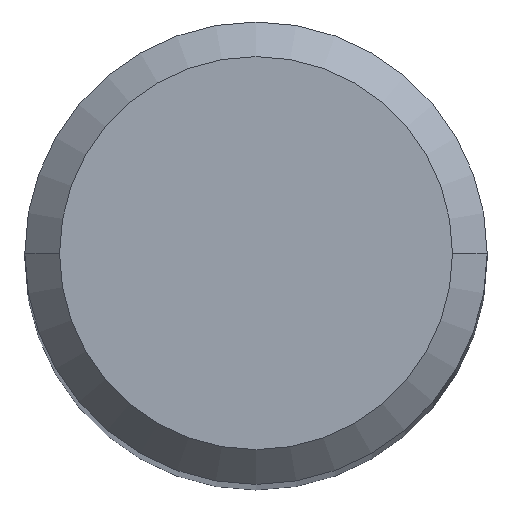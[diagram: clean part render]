
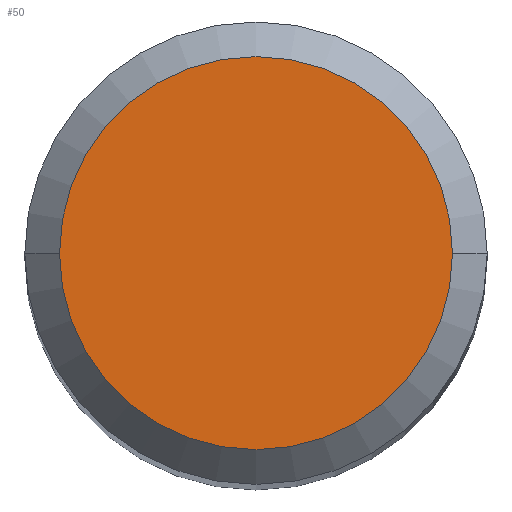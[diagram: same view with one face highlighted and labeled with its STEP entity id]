
A CAD part, top view. The second image highlights one B-rep face of the part: STEP entity #50.
In plain terms, the highlighted planar face has unit normal (0, 0, 1).
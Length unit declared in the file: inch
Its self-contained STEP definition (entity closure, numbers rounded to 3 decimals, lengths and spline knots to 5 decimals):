
#34 = AXIS2_PLACEMENT_3D ( 'NONE', #258, #228, #140 ) ;
#45 = CARTESIAN_POINT ( 'NONE',  ( 0., 0., 0. ) ) ;
#50 = ADVANCED_FACE ( 'NONE', ( #295 ), #298, .F. ) ;
#87 = DIRECTION ( 'NONE',  ( 1., 0., 0. ) ) ;
#90 = CIRCLE ( 'NONE', #355, 0.10625 ) ;
#97 = ORIENTED_EDGE ( 'NONE', *, *, #472, .T. ) ;
#107 = CIRCLE ( 'NONE', #319, 0.10625 ) ;
#117 = VERTEX_POINT ( 'NONE', #396 ) ;
#136 = ORIENTED_EDGE ( 'NONE', *, *, #278, .T. ) ;
#140 = DIRECTION ( 'NONE',  ( -1., 0., 0. ) ) ;
#228 = DIRECTION ( 'NONE',  ( 0., 0., -1. ) ) ;
#258 = CARTESIAN_POINT ( 'NONE',  ( 0., 0., 0. ) ) ;
#278 = EDGE_CURVE ( 'NONE', #117, #377, #107, .T. ) ;
#281 = CARTESIAN_POINT ( 'NONE',  ( 0.10625, 0., 0. ) ) ;
#282 = DIRECTION ( 'NONE',  ( 0., 0., 1. ) ) ;
#295 = FACE_OUTER_BOUND ( 'NONE', #386, .T. ) ;
#298 = PLANE ( 'NONE',  #34 ) ;
#319 = AXIS2_PLACEMENT_3D ( 'NONE', #45, #420, #87 ) ;
#355 = AXIS2_PLACEMENT_3D ( 'NONE', #477, #282, #438 ) ;
#377 = VERTEX_POINT ( 'NONE', #281 ) ;
#386 = EDGE_LOOP ( 'NONE', ( #136, #97 ) ) ;
#396 = CARTESIAN_POINT ( 'NONE',  ( -0.10625, 0., 0. ) ) ;
#420 = DIRECTION ( 'NONE',  ( 0., 0., 1. ) ) ;
#438 = DIRECTION ( 'NONE',  ( 1., 0., 0. ) ) ;
#472 = EDGE_CURVE ( 'NONE', #377, #117, #90, .T. ) ;
#477 = CARTESIAN_POINT ( 'NONE',  ( 0., 0., 0. ) ) ;
